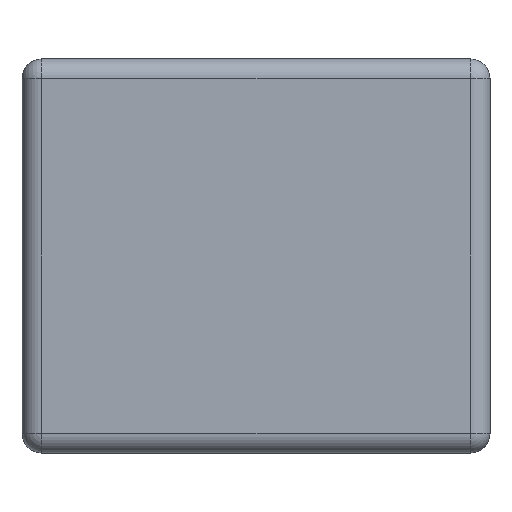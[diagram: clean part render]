
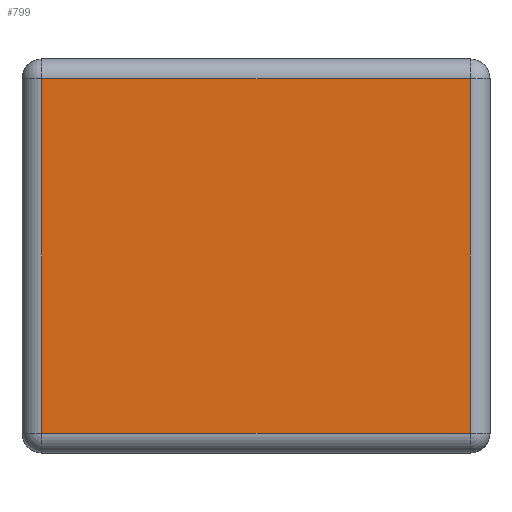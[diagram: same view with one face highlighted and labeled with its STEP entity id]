
A CAD part, left-side view. The second image highlights one B-rep face of the part: STEP entity #799.
In plain terms, the highlighted planar face has unit normal (-1, 0, 0).
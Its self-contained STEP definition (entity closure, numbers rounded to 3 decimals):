
#2 = ORIENTED_EDGE ( 'NONE', *, *, #383, .T. ) ;
#5 = VECTOR ( 'NONE', #927, 1000. ) ;
#108 = PLANE ( 'NONE',  #1183 ) ;
#197 = FACE_OUTER_BOUND ( 'NONE', #844, .T. ) ;
#213 = EDGE_CURVE ( 'NONE', #740, #967, #833, .T. ) ;
#214 = CARTESIAN_POINT ( 'NONE',  ( -0.8, 0.04, 0.36 ) ) ;
#237 = CARTESIAN_POINT ( 'NONE',  ( -0.8, 0.04, 0.4 ) ) ;
#245 = EDGE_CURVE ( 'NONE', #280, #740, #1229, .T. ) ;
#246 = LINE ( 'NONE', #334, #392 ) ;
#250 = ORIENTED_EDGE ( 'NONE', *, *, #245, .T. ) ;
#280 = VERTEX_POINT ( 'NONE', #1154 ) ;
#289 = DIRECTION ( 'NONE',  ( 0., 0., -1. ) ) ;
#334 = CARTESIAN_POINT ( 'NONE',  ( -0.8, 0.95, -0.36 ) ) ;
#383 = EDGE_CURVE ( 'NONE', #967, #1221, #878, .T. ) ;
#392 = VECTOR ( 'NONE', #543, 1000. ) ;
#495 = CARTESIAN_POINT ( 'NONE',  ( -0.8, 0.95, 0.4 ) ) ;
#543 = DIRECTION ( 'NONE',  ( 0., -1., 0. ) ) ;
#632 = DIRECTION ( 'NONE',  ( 0., 0., 1. ) ) ;
#675 = ORIENTED_EDGE ( 'NONE', *, *, #806, .T. ) ;
#677 = CARTESIAN_POINT ( 'NONE',  ( -0.8, 0.91, 0.4 ) ) ;
#740 = VERTEX_POINT ( 'NONE', #214 ) ;
#765 = VECTOR ( 'NONE', #632, 1000. ) ;
#799 = ADVANCED_FACE ( 'NONE', ( #197 ), #108, .F. ) ;
#806 = EDGE_CURVE ( 'NONE', #1221, #280, #246, .T. ) ;
#829 = CARTESIAN_POINT ( 'NONE',  ( -0.8, 0.91, -0.36 ) ) ;
#833 = LINE ( 'NONE', #936, #5 ) ;
#844 = EDGE_LOOP ( 'NONE', ( #2, #675, #250, #1267 ) ) ;
#878 = LINE ( 'NONE', #677, #1037 ) ;
#899 = DIRECTION ( 'NONE',  ( 1., 0., 0. ) ) ;
#927 = DIRECTION ( 'NONE',  ( 0., 1., 0. ) ) ;
#936 = CARTESIAN_POINT ( 'NONE',  ( -0.8, 0.95, 0.36 ) ) ;
#967 = VERTEX_POINT ( 'NONE', #1086 ) ;
#1037 = VECTOR ( 'NONE', #289, 1000. ) ;
#1086 = CARTESIAN_POINT ( 'NONE',  ( -0.8, 0.91, 0.36 ) ) ;
#1140 = DIRECTION ( 'NONE',  ( 0., 0., -1. ) ) ;
#1154 = CARTESIAN_POINT ( 'NONE',  ( -0.8, 0.04, -0.36 ) ) ;
#1183 = AXIS2_PLACEMENT_3D ( 'NONE', #495, #899, #1140 ) ;
#1221 = VERTEX_POINT ( 'NONE', #829 ) ;
#1229 = LINE ( 'NONE', #237, #765 ) ;
#1267 = ORIENTED_EDGE ( 'NONE', *, *, #213, .T. ) ;
